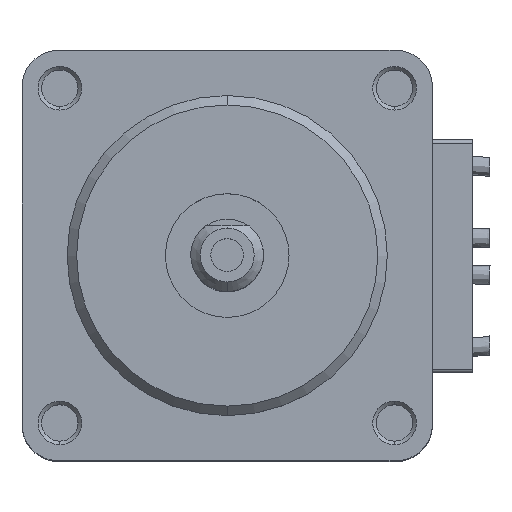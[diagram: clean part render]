
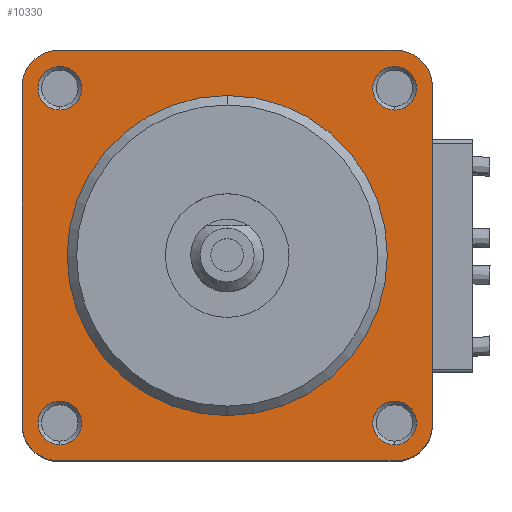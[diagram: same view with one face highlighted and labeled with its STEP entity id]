
A CAD part, top view. The second image highlights one B-rep face of the part: STEP entity #10330.
In plain terms, the highlighted planar face has unit normal (0, 0, 1).
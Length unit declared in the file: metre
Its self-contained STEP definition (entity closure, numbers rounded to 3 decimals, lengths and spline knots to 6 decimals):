
#170=PLANE('',#12813);
#840=LINE('',#18371,#1721);
#843=LINE('',#18383,#1724);
#846=LINE('',#18395,#1727);
#848=LINE('',#18399,#1729);
#1721=VECTOR('',#13925,1.);
#1724=VECTOR('',#13930,1.);
#1727=VECTOR('',#13935,1.);
#1729=VECTOR('',#13939,1.);
#3166=ORIENTED_EDGE('',*,*,#6254,.T.);
#3167=ORIENTED_EDGE('',*,*,#6268,.T.);
#3168=ORIENTED_EDGE('',*,*,#6264,.T.);
#3169=ORIENTED_EDGE('',*,*,#6269,.T.);
#3170=ORIENTED_EDGE('',*,*,#6262,.T.);
#3171=ORIENTED_EDGE('',*,*,#6270,.T.);
#3172=ORIENTED_EDGE('',*,*,#6258,.T.);
#3173=ORIENTED_EDGE('',*,*,#6271,.T.);
#3174=ORIENTED_EDGE('',*,*,#5938,.T.);
#3175=ORIENTED_EDGE('',*,*,#6272,.T.);
#3176=ORIENTED_EDGE('',*,*,#5934,.T.);
#3177=ORIENTED_EDGE('',*,*,#6273,.T.);
#3178=ORIENTED_EDGE('',*,*,#5930,.T.);
#3179=ORIENTED_EDGE('',*,*,#6274,.T.);
#3180=ORIENTED_EDGE('',*,*,#5926,.T.);
#3181=ORIENTED_EDGE('',*,*,#6275,.T.);
#3182=ORIENTED_EDGE('',*,*,#6276,.F.);
#3183=ORIENTED_EDGE('',*,*,#5994,.F.);
#5926=EDGE_CURVE('',#7482,#7481,#8452,.T.);
#5930=EDGE_CURVE('',#7486,#7485,#8454,.T.);
#5934=EDGE_CURVE('',#7490,#7489,#8456,.T.);
#5938=EDGE_CURVE('',#7494,#7493,#8458,.T.);
#5994=EDGE_CURVE('',#7542,#7543,#8478,.T.);
#6254=EDGE_CURVE('',#7802,#7801,#840,.T.);
#6258=EDGE_CURVE('',#7806,#7805,#843,.T.);
#6262=EDGE_CURVE('',#7810,#7809,#846,.T.);
#6264=EDGE_CURVE('',#7811,#7812,#848,.T.);
#6268=EDGE_CURVE('',#7801,#7811,#8515,.T.);
#6269=EDGE_CURVE('',#7812,#7810,#8516,.T.);
#6270=EDGE_CURVE('',#7809,#7806,#8517,.T.);
#6271=EDGE_CURVE('',#7805,#7802,#8518,.T.);
#6272=EDGE_CURVE('',#7493,#7494,#8519,.T.);
#6273=EDGE_CURVE('',#7489,#7490,#8520,.T.);
#6274=EDGE_CURVE('',#7485,#7486,#8521,.T.);
#6275=EDGE_CURVE('',#7481,#7482,#8522,.T.);
#6276=EDGE_CURVE('',#7543,#7542,#8523,.T.);
#7481=VERTEX_POINT('',#16476);
#7482=VERTEX_POINT('',#16478);
#7485=VERTEX_POINT('',#16485);
#7486=VERTEX_POINT('',#16487);
#7489=VERTEX_POINT('',#16494);
#7490=VERTEX_POINT('',#16496);
#7493=VERTEX_POINT('',#16503);
#7494=VERTEX_POINT('',#16505);
#7542=VERTEX_POINT('',#17261);
#7543=VERTEX_POINT('',#17263);
#7801=VERTEX_POINT('',#18370);
#7802=VERTEX_POINT('',#18372);
#7805=VERTEX_POINT('',#18382);
#7806=VERTEX_POINT('',#18384);
#7809=VERTEX_POINT('',#18394);
#7810=VERTEX_POINT('',#18396);
#7811=VERTEX_POINT('',#18400);
#7812=VERTEX_POINT('',#18401);
#8452=CIRCLE('',#12723,0.0015);
#8454=CIRCLE('',#12726,0.0015);
#8456=CIRCLE('',#12729,0.0015);
#8458=CIRCLE('',#12732,0.0015);
#8478=CIRCLE('',#12763,0.011);
#8515=CIRCLE('',#12814,0.0025);
#8516=CIRCLE('',#12815,0.0025);
#8517=CIRCLE('',#12816,0.0025);
#8518=CIRCLE('',#12817,0.0025);
#8519=CIRCLE('',#12818,0.0015);
#8520=CIRCLE('',#12819,0.0015);
#8521=CIRCLE('',#12820,0.0015);
#8522=CIRCLE('',#12821,0.0015);
#8523=CIRCLE('',#12822,0.011);
#8772=EDGE_LOOP('',(#3166,#3167,#3168,#3169,#3170,#3171,#3172,#3173));
#8773=EDGE_LOOP('',(#3174,#3175));
#8774=EDGE_LOOP('',(#3176,#3177));
#8775=EDGE_LOOP('',(#3178,#3179));
#8776=EDGE_LOOP('',(#3180,#3181));
#8777=EDGE_LOOP('',(#3182,#3183));
#9409=FACE_BOUND('',#8772,.T.);
#9410=FACE_BOUND('',#8773,.T.);
#9411=FACE_BOUND('',#8774,.T.);
#9412=FACE_BOUND('',#8775,.T.);
#9413=FACE_BOUND('',#8776,.T.);
#9414=FACE_BOUND('',#8777,.T.);
#10330=ADVANCED_FACE('',(#9409,#9410,#9411,#9412,#9413,#9414),#170,.T.);
#12723=AXIS2_PLACEMENT_3D('',#16477,#13553,#13554);
#12726=AXIS2_PLACEMENT_3D('',#16486,#13561,#13562);
#12729=AXIS2_PLACEMENT_3D('',#16495,#13569,#13570);
#12732=AXIS2_PLACEMENT_3D('',#16504,#13577,#13578);
#12763=AXIS2_PLACEMENT_3D('',#17262,#13662,#13663);
#12813=AXIS2_PLACEMENT_3D('',#18410,#13942,#13943);
#12814=AXIS2_PLACEMENT_3D('',#18411,#13944,#13945);
#12815=AXIS2_PLACEMENT_3D('',#18412,#13946,#13947);
#12816=AXIS2_PLACEMENT_3D('',#18413,#13948,#13949);
#12817=AXIS2_PLACEMENT_3D('',#18414,#13950,#13951);
#12818=AXIS2_PLACEMENT_3D('',#18415,#13952,#13953);
#12819=AXIS2_PLACEMENT_3D('',#18416,#13954,#13955);
#12820=AXIS2_PLACEMENT_3D('',#18417,#13956,#13957);
#12821=AXIS2_PLACEMENT_3D('',#18418,#13958,#13959);
#12822=AXIS2_PLACEMENT_3D('',#18419,#13960,#13961);
#13553=DIRECTION('',(0.,0.,-1.));
#13554=DIRECTION('',(0.,-1.,0.));
#13561=DIRECTION('',(0.,0.,-1.));
#13562=DIRECTION('',(0.,-1.,0.));
#13569=DIRECTION('',(0.,0.,-1.));
#13570=DIRECTION('',(0.,-1.,0.));
#13577=DIRECTION('',(0.,0.,-1.));
#13578=DIRECTION('',(0.,-1.,0.));
#13662=DIRECTION('',(0.,0.,1.));
#13663=DIRECTION('',(0.,-1.,0.));
#13925=DIRECTION('',(0.,-1.,0.));
#13930=DIRECTION('',(-1.,0.,0.));
#13935=DIRECTION('',(0.,1.,0.));
#13939=DIRECTION('',(1.,0.,0.));
#13942=DIRECTION('',(0.,0.,1.));
#13943=DIRECTION('',(1.,0.,0.));
#13944=DIRECTION('',(0.,0.,1.));
#13945=DIRECTION('',(0.,-1.,0.));
#13946=DIRECTION('',(0.,0.,1.));
#13947=DIRECTION('',(0.,-1.,0.));
#13948=DIRECTION('',(0.,0.,1.));
#13949=DIRECTION('',(0.,-1.,0.));
#13950=DIRECTION('',(0.,0.,1.));
#13951=DIRECTION('',(0.,-1.,0.));
#13952=DIRECTION('',(0.,0.,-1.));
#13953=DIRECTION('',(0.,-1.,0.));
#13954=DIRECTION('',(0.,0.,-1.));
#13955=DIRECTION('',(0.,-1.,0.));
#13956=DIRECTION('',(0.,0.,-1.));
#13957=DIRECTION('',(0.,-1.,0.));
#13958=DIRECTION('',(0.,0.,-1.));
#13959=DIRECTION('',(0.,-1.,0.));
#13960=DIRECTION('',(0.,0.,1.));
#13961=DIRECTION('',(0.,-1.,0.));
#16476=CARTESIAN_POINT('',(0.0115,-0.01,0.));
#16477=CARTESIAN_POINT('',(0.0115,-0.0115,0.));
#16478=CARTESIAN_POINT('',(0.0115,-0.013,0.));
#16485=CARTESIAN_POINT('',(0.0115,0.013,0.));
#16486=CARTESIAN_POINT('',(0.0115,0.0115,0.));
#16487=CARTESIAN_POINT('',(0.0115,0.01,0.));
#16494=CARTESIAN_POINT('',(-0.0115,0.013,0.));
#16495=CARTESIAN_POINT('',(-0.0115,0.0115,0.));
#16496=CARTESIAN_POINT('',(-0.0115,0.01,0.));
#16503=CARTESIAN_POINT('',(-0.0115,-0.01,0.));
#16504=CARTESIAN_POINT('',(-0.0115,-0.0115,0.));
#16505=CARTESIAN_POINT('',(-0.0115,-0.013,0.));
#17261=CARTESIAN_POINT('',(0.,-0.011,0.));
#17262=CARTESIAN_POINT('',(0.,0.,0.));
#17263=CARTESIAN_POINT('',(0.,0.011,0.));
#18370=CARTESIAN_POINT('',(-0.0141,-0.0116,0.));
#18371=CARTESIAN_POINT('',(-0.0141,0.0141,0.));
#18372=CARTESIAN_POINT('',(-0.0141,0.0116,0.));
#18382=CARTESIAN_POINT('',(-0.0116,0.0141,0.));
#18383=CARTESIAN_POINT('',(-0.0141,0.0141,0.));
#18384=CARTESIAN_POINT('',(0.0116,0.0141,0.));
#18394=CARTESIAN_POINT('',(0.0141,0.0116,0.));
#18395=CARTESIAN_POINT('',(0.0141,0.0141,0.));
#18396=CARTESIAN_POINT('',(0.0141,-0.0116,0.));
#18399=CARTESIAN_POINT('',(-0.0141,-0.0141,0.));
#18400=CARTESIAN_POINT('',(-0.0116,-0.0141,0.));
#18401=CARTESIAN_POINT('',(0.0116,-0.0141,0.));
#18410=CARTESIAN_POINT('',(0.,0.,0.));
#18411=CARTESIAN_POINT('',(-0.0116,-0.0116,0.));
#18412=CARTESIAN_POINT('',(0.0116,-0.0116,0.));
#18413=CARTESIAN_POINT('',(0.0116,0.0116,0.));
#18414=CARTESIAN_POINT('',(-0.0116,0.0116,0.));
#18415=CARTESIAN_POINT('',(-0.0115,-0.0115,0.));
#18416=CARTESIAN_POINT('',(-0.0115,0.0115,0.));
#18417=CARTESIAN_POINT('',(0.0115,0.0115,0.));
#18418=CARTESIAN_POINT('',(0.0115,-0.0115,0.));
#18419=CARTESIAN_POINT('',(0.,0.,0.));
